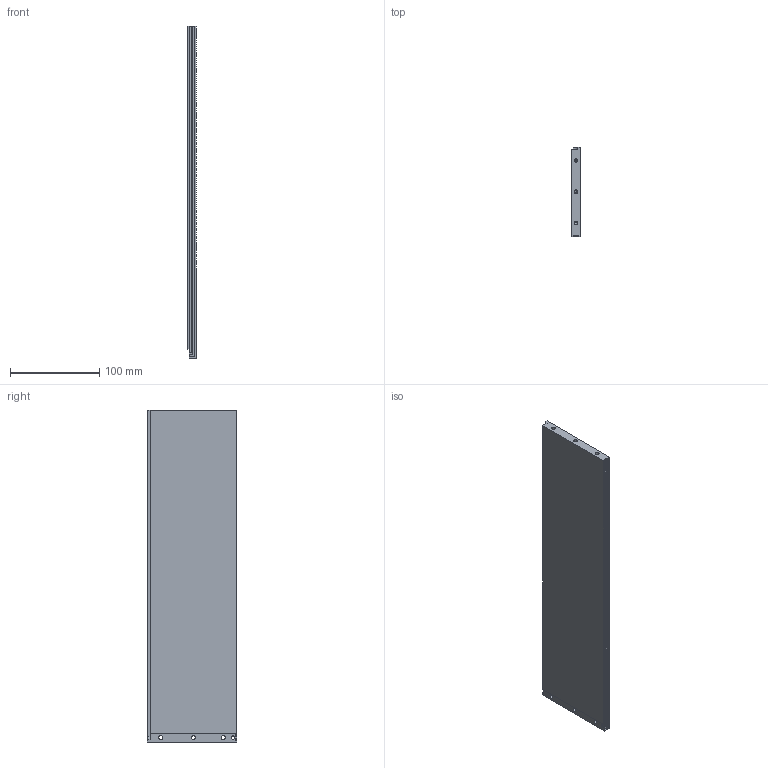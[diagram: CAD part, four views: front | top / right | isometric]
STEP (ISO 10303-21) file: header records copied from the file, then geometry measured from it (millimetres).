
FILE_DESCRIPTION (( 'STEP AP214' ), '1' );
FILE_NAME ('Cloison.STEP', '2018-03-12T13:27:32', ( '' ), ( '' ), 'SwSTEP 2.0', 'SolidWorks 2017', '' );
FILE_SCHEMA (( 'AUTOMOTIVE_DESIGN' ));
Length unit declared in the file: millimetre
Products named in the file (1): Cloison
Bounding box: 10 x 100 x 373 mm (x, y, z)
Volume: 358657.2 mm3; surface area: 88338 mm2
Topology: 1 solids, 1 shells, 245 faces, 581 edges, 335 vertices
Faces by surface type: cylinder 129, cone 64, plane 52
Entity records: 6951 total; most frequent: DIRECTION 1263, CARTESIAN_POINT 1186, ORIENTED_EDGE 1046, EDGE_CURVE 523, AXIS2_PLACEMENT_3D 504, VERTEX_POINT 335, EDGE_LOOP 310, CIRCLE 258
